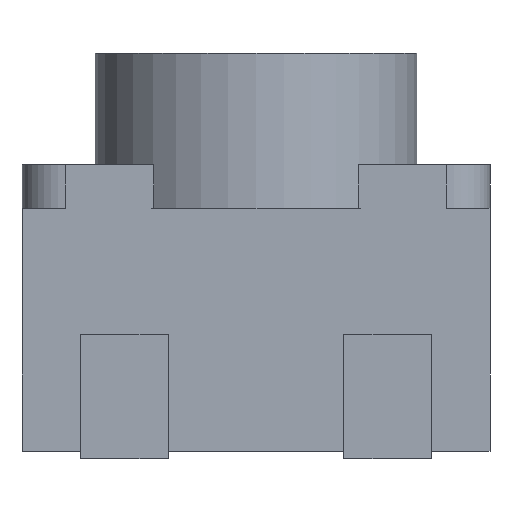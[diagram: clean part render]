
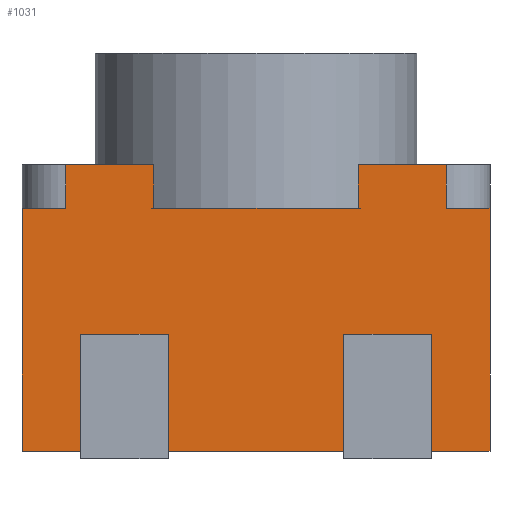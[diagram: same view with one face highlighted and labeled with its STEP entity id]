
A CAD part, front view. The second image highlights one B-rep face of the part: STEP entity #1031.
In plain terms, the highlighted planar face has unit normal (0, -1, 0).
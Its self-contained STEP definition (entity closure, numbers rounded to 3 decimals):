
#46=FACE_OUTER_BOUND('',#97,.T.);
#97=EDGE_LOOP('',(#716,#717,#718,#719,#720,#721,#722,#723,#724,#725,#726,
#727,#728,#729,#730,#731,#732,#733,#734,#735));
#159=LINE('',#1456,#291);
#163=LINE('',#1464,#295);
#167=LINE('',#1472,#299);
#170=LINE('',#1478,#302);
#177=LINE('',#1492,#309);
#182=LINE('',#1501,#314);
#184=LINE('',#1506,#316);
#185=LINE('',#1508,#317);
#186=LINE('',#1510,#318);
#187=LINE('',#1512,#319);
#188=LINE('',#1514,#320);
#189=LINE('',#1516,#321);
#190=LINE('',#1518,#322);
#191=LINE('',#1520,#323);
#192=LINE('',#1522,#324);
#193=LINE('',#1524,#325);
#194=LINE('',#1525,#326);
#195=LINE('',#1527,#327);
#196=LINE('',#1529,#328);
#197=LINE('',#1530,#329);
#291=VECTOR('',#1185,10.);
#295=VECTOR('',#1189,10.);
#299=VECTOR('',#1193,10.);
#302=VECTOR('',#1198,10.);
#309=VECTOR('',#1209,10.);
#314=VECTOR('',#1218,10.);
#316=VECTOR('',#1224,10.);
#317=VECTOR('',#1225,10.);
#318=VECTOR('',#1226,10.);
#319=VECTOR('',#1227,10.);
#320=VECTOR('',#1228,10.);
#321=VECTOR('',#1229,10.);
#322=VECTOR('',#1230,10.);
#323=VECTOR('',#1231,10.);
#324=VECTOR('',#1232,10.);
#325=VECTOR('',#1233,10.);
#326=VECTOR('',#1234,10.);
#327=VECTOR('',#1235,10.);
#328=VECTOR('',#1236,10.);
#329=VECTOR('',#1237,10.);
#417=VERTEX_POINT('',#1453);
#418=VERTEX_POINT('',#1455);
#421=VERTEX_POINT('',#1461);
#422=VERTEX_POINT('',#1463);
#425=VERTEX_POINT('',#1469);
#426=VERTEX_POINT('',#1471);
#428=VERTEX_POINT('',#1477);
#433=VERTEX_POINT('',#1491);
#436=VERTEX_POINT('',#1505);
#437=VERTEX_POINT('',#1507);
#438=VERTEX_POINT('',#1509);
#439=VERTEX_POINT('',#1511);
#440=VERTEX_POINT('',#1513);
#441=VERTEX_POINT('',#1515);
#442=VERTEX_POINT('',#1517);
#443=VERTEX_POINT('',#1519);
#444=VERTEX_POINT('',#1521);
#445=VERTEX_POINT('',#1523);
#446=VERTEX_POINT('',#1526);
#447=VERTEX_POINT('',#1528);
#519=EDGE_CURVE('',#418,#417,#159,.T.);
#523=EDGE_CURVE('',#422,#421,#163,.T.);
#527=EDGE_CURVE('',#426,#425,#167,.T.);
#530=EDGE_CURVE('',#421,#428,#170,.T.);
#537=EDGE_CURVE('',#428,#433,#177,.T.);
#542=EDGE_CURVE('',#433,#418,#182,.T.);
#544=EDGE_CURVE('',#417,#436,#184,.T.);
#545=EDGE_CURVE('',#437,#436,#185,.T.);
#546=EDGE_CURVE('',#437,#438,#186,.T.);
#547=EDGE_CURVE('',#439,#438,#187,.T.);
#548=EDGE_CURVE('',#440,#439,#188,.T.);
#549=EDGE_CURVE('',#441,#440,#189,.T.);
#550=EDGE_CURVE('',#441,#442,#190,.T.);
#551=EDGE_CURVE('',#443,#442,#191,.T.);
#552=EDGE_CURVE('',#444,#443,#192,.T.);
#553=EDGE_CURVE('',#445,#444,#193,.T.);
#554=EDGE_CURVE('',#426,#445,#194,.T.);
#555=EDGE_CURVE('',#425,#446,#195,.T.);
#556=EDGE_CURVE('',#446,#447,#196,.T.);
#557=EDGE_CURVE('',#447,#422,#197,.T.);
#716=ORIENTED_EDGE('',*,*,#530,.T.);
#717=ORIENTED_EDGE('',*,*,#537,.T.);
#718=ORIENTED_EDGE('',*,*,#542,.T.);
#719=ORIENTED_EDGE('',*,*,#519,.T.);
#720=ORIENTED_EDGE('',*,*,#544,.T.);
#721=ORIENTED_EDGE('',*,*,#545,.F.);
#722=ORIENTED_EDGE('',*,*,#546,.T.);
#723=ORIENTED_EDGE('',*,*,#547,.F.);
#724=ORIENTED_EDGE('',*,*,#548,.F.);
#725=ORIENTED_EDGE('',*,*,#549,.F.);
#726=ORIENTED_EDGE('',*,*,#550,.T.);
#727=ORIENTED_EDGE('',*,*,#551,.F.);
#728=ORIENTED_EDGE('',*,*,#552,.F.);
#729=ORIENTED_EDGE('',*,*,#553,.F.);
#730=ORIENTED_EDGE('',*,*,#554,.F.);
#731=ORIENTED_EDGE('',*,*,#527,.T.);
#732=ORIENTED_EDGE('',*,*,#555,.T.);
#733=ORIENTED_EDGE('',*,*,#556,.T.);
#734=ORIENTED_EDGE('',*,*,#557,.T.);
#735=ORIENTED_EDGE('',*,*,#523,.T.);
#941=PLANE('',#1096);
#1031=ADVANCED_FACE('',(#46),#941,.T.);
#1096=AXIS2_PLACEMENT_3D('',#1504,#1222,#1223);
#1185=DIRECTION('',(1.,0.,0.));
#1189=DIRECTION('',(1.,0.,0.));
#1193=DIRECTION('',(1.,0.,0.));
#1198=DIRECTION('',(0.,0.,1.));
#1209=DIRECTION('',(1.,0.,0.));
#1218=DIRECTION('',(0.,0.,-1.));
#1222=DIRECTION('center_axis',(0.,-1.,0.));
#1223=DIRECTION('ref_axis',(1.,0.,0.));
#1224=DIRECTION('',(0.,0.,1.));
#1225=DIRECTION('',(1.,0.,0.));
#1226=DIRECTION('',(0.,0.,1.));
#1227=DIRECTION('',(1.,0.,0.));
#1228=DIRECTION('',(0.,0.,1.));
#1229=DIRECTION('',(1.,0.,0.));
#1230=DIRECTION('',(0.,0.,1.));
#1231=DIRECTION('',(1.,0.,0.));
#1232=DIRECTION('',(0.,0.,1.));
#1233=DIRECTION('',(1.,0.,0.));
#1234=DIRECTION('',(0.,0.,1.));
#1235=DIRECTION('',(0.,0.,1.));
#1236=DIRECTION('',(1.,0.,0.));
#1237=DIRECTION('',(0.,0.,-1.));
#1453=CARTESIAN_POINT('',(3.2,0.,0.));
#1455=CARTESIAN_POINT('',(2.8,0.,0.));
#1456=CARTESIAN_POINT('',(0.,0.,0.));
#1461=CARTESIAN_POINT('',(2.2,0.,0.));
#1463=CARTESIAN_POINT('',(1.,0.,0.));
#1464=CARTESIAN_POINT('',(0.,0.,0.));
#1469=CARTESIAN_POINT('',(0.4,0.,0.));
#1471=CARTESIAN_POINT('',(0.,0.,0.));
#1472=CARTESIAN_POINT('',(0.,0.,0.));
#1477=CARTESIAN_POINT('',(2.2,0.,0.8));
#1478=CARTESIAN_POINT('',(2.2,0.,0.));
#1491=CARTESIAN_POINT('',(2.8,0.,0.8));
#1492=CARTESIAN_POINT('',(1.25,0.,0.8));
#1501=CARTESIAN_POINT('',(2.8,0.,0.));
#1504=CARTESIAN_POINT('Origin',(0.,0.,0.));
#1505=CARTESIAN_POINT('',(3.2,0.,1.66));
#1506=CARTESIAN_POINT('',(3.2,0.,0.));
#1507=CARTESIAN_POINT('',(2.9,0.,1.66));
#1508=CARTESIAN_POINT('',(0.,0.,1.66));
#1509=CARTESIAN_POINT('',(2.9,0.,1.96));
#1510=CARTESIAN_POINT('',(2.9,0.,1.66));
#1511=CARTESIAN_POINT('',(2.3,0.,1.96));
#1512=CARTESIAN_POINT('',(0.,0.,1.96));
#1513=CARTESIAN_POINT('',(2.3,0.,1.66));
#1514=CARTESIAN_POINT('',(2.3,0.,1.66));
#1515=CARTESIAN_POINT('',(0.9,0.,1.66));
#1516=CARTESIAN_POINT('',(0.,0.,1.66));
#1517=CARTESIAN_POINT('',(0.9,0.,1.96));
#1518=CARTESIAN_POINT('',(0.9,0.,1.66));
#1519=CARTESIAN_POINT('',(0.3,0.,1.96));
#1520=CARTESIAN_POINT('',(0.,0.,1.96));
#1521=CARTESIAN_POINT('',(0.3,0.,1.66));
#1522=CARTESIAN_POINT('',(0.3,0.,1.66));
#1523=CARTESIAN_POINT('',(0.,0.,1.66));
#1524=CARTESIAN_POINT('',(0.,0.,1.66));
#1525=CARTESIAN_POINT('',(0.,0.,0.));
#1526=CARTESIAN_POINT('',(0.4,0.,0.8));
#1527=CARTESIAN_POINT('',(0.4,0.,0.));
#1528=CARTESIAN_POINT('',(1.,0.,0.8));
#1529=CARTESIAN_POINT('',(0.35,0.,0.8));
#1530=CARTESIAN_POINT('',(1.,0.,0.));
